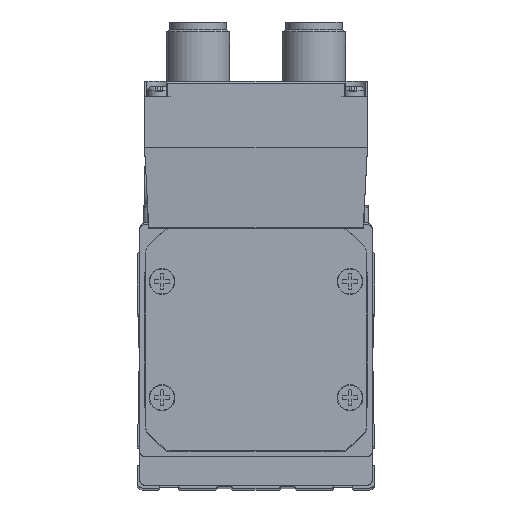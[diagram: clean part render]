
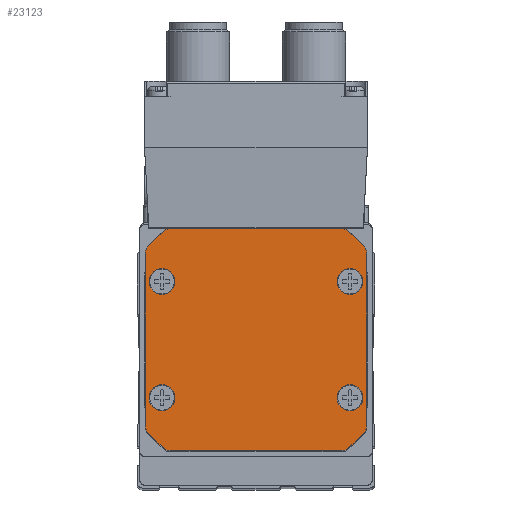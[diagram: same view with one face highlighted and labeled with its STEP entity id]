
A CAD part, top view. The second image highlights one B-rep face of the part: STEP entity #23123.
In plain terms, the highlighted face is planar.
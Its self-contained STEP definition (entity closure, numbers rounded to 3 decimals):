
#1928=CIRCLE('',#29814,2.);
#1929=CIRCLE('',#29816,27.);
#1930=CIRCLE('',#29818,2.);
#1931=CIRCLE('',#29820,2.);
#1932=CIRCLE('',#29822,27.);
#1933=CIRCLE('',#29824,2.);
#1934=CIRCLE('',#29826,2.);
#1935=CIRCLE('',#29828,27.);
#1936=CIRCLE('',#29830,2.);
#1937=CIRCLE('',#29832,2.);
#1939=CIRCLE('',#29835,27.);
#1941=CIRCLE('',#29838,2.);
#1943=CIRCLE('',#29842,2.45);
#1944=CIRCLE('',#29843,2.45);
#1945=CIRCLE('',#29844,2.45);
#1946=CIRCLE('',#29845,2.45);
#7282=ORIENTED_EDGE('',*,*,#11297,.F.);
#7283=ORIENTED_EDGE('',*,*,#11298,.F.);
#7284=ORIENTED_EDGE('',*,*,#11299,.F.);
#7285=ORIENTED_EDGE('',*,*,#11300,.F.);
#7286=ORIENTED_EDGE('',*,*,#11262,.F.);
#7287=ORIENTED_EDGE('',*,*,#11295,.F.);
#7288=ORIENTED_EDGE('',*,*,#11292,.F.);
#7289=ORIENTED_EDGE('',*,*,#11289,.F.);
#7290=ORIENTED_EDGE('',*,*,#11271,.F.);
#7291=ORIENTED_EDGE('',*,*,#11288,.F.);
#7292=ORIENTED_EDGE('',*,*,#11286,.F.);
#7293=ORIENTED_EDGE('',*,*,#11284,.F.);
#7294=ORIENTED_EDGE('',*,*,#11268,.F.);
#7295=ORIENTED_EDGE('',*,*,#11283,.F.);
#7296=ORIENTED_EDGE('',*,*,#11281,.F.);
#7297=ORIENTED_EDGE('',*,*,#11279,.F.);
#7298=ORIENTED_EDGE('',*,*,#11265,.F.);
#7299=ORIENTED_EDGE('',*,*,#11278,.F.);
#7300=ORIENTED_EDGE('',*,*,#11276,.F.);
#7301=ORIENTED_EDGE('',*,*,#11274,.F.);
#11262=EDGE_CURVE('',#13727,#13728,#15656,.T.);
#11265=EDGE_CURVE('',#13729,#13730,#15659,.T.);
#11268=EDGE_CURVE('',#13731,#13732,#15662,.T.);
#11271=EDGE_CURVE('',#13733,#13734,#15665,.T.);
#11274=EDGE_CURVE('',#13728,#13736,#1928,.T.);
#11276=EDGE_CURVE('',#13736,#13737,#1929,.T.);
#11278=EDGE_CURVE('',#13737,#13729,#1930,.T.);
#11279=EDGE_CURVE('',#13730,#13738,#1931,.T.);
#11281=EDGE_CURVE('',#13738,#13739,#1932,.T.);
#11283=EDGE_CURVE('',#13739,#13731,#1933,.T.);
#11284=EDGE_CURVE('',#13732,#13740,#1934,.T.);
#11286=EDGE_CURVE('',#13740,#13741,#1935,.T.);
#11288=EDGE_CURVE('',#13741,#13733,#1936,.T.);
#11289=EDGE_CURVE('',#13734,#13742,#1937,.T.);
#11292=EDGE_CURVE('',#13742,#13744,#1939,.T.);
#11295=EDGE_CURVE('',#13744,#13727,#1941,.T.);
#11297=EDGE_CURVE('',#13746,#13746,#1943,.T.);
#11298=EDGE_CURVE('',#13747,#13747,#1944,.T.);
#11299=EDGE_CURVE('',#13748,#13748,#1945,.T.);
#11300=EDGE_CURVE('',#13749,#13749,#1946,.T.);
#13727=VERTEX_POINT('',#43475);
#13728=VERTEX_POINT('',#43477);
#13729=VERTEX_POINT('',#43481);
#13730=VERTEX_POINT('',#43483);
#13731=VERTEX_POINT('',#43487);
#13732=VERTEX_POINT('',#43489);
#13733=VERTEX_POINT('',#43493);
#13734=VERTEX_POINT('',#43495);
#13736=VERTEX_POINT('',#43501);
#13737=VERTEX_POINT('',#43505);
#13738=VERTEX_POINT('',#43511);
#13739=VERTEX_POINT('',#43515);
#13740=VERTEX_POINT('',#43521);
#13741=VERTEX_POINT('',#43525);
#13742=VERTEX_POINT('',#43531);
#13744=VERTEX_POINT('',#43537);
#13746=VERTEX_POINT('',#43547);
#13747=VERTEX_POINT('',#43549);
#13748=VERTEX_POINT('',#43551);
#13749=VERTEX_POINT('',#43553);
#15656=LINE('',#43476,#17530);
#15659=LINE('',#43482,#17533);
#15662=LINE('',#43488,#17536);
#15665=LINE('',#43494,#17539);
#17530=VECTOR('',#35899,1000.);
#17533=VECTOR('',#35904,1000.);
#17536=VECTOR('',#35909,1000.);
#17539=VECTOR('',#35914,1000.);
#19257=EDGE_LOOP('',(#7282));
#19258=EDGE_LOOP('',(#7283));
#19259=EDGE_LOOP('',(#7284));
#19260=EDGE_LOOP('',(#7285));
#19261=EDGE_LOOP('',(#7286,#7287,#7288,#7289,#7290,#7291,#7292,#7293,#7294,
#7295,#7296,#7297,#7298,#7299,#7300,#7301));
#21002=FACE_BOUND('',#19257,.T.);
#21003=FACE_BOUND('',#19258,.T.);
#21004=FACE_BOUND('',#19259,.T.);
#21005=FACE_BOUND('',#19260,.T.);
#21006=FACE_BOUND('',#19261,.T.);
#21929=PLANE('',#29841);
#23123=ADVANCED_FACE('',(#21002,#21003,#21004,#21005,#21006),#21929,.F.);
#29814=AXIS2_PLACEMENT_3D('',#43500,#35919,#35920);
#29816=AXIS2_PLACEMENT_3D('',#43504,#35924,#35925);
#29818=AXIS2_PLACEMENT_3D('',#43508,#35929,#35930);
#29820=AXIS2_PLACEMENT_3D('',#43510,#35933,#35934);
#29822=AXIS2_PLACEMENT_3D('',#43514,#35938,#35939);
#29824=AXIS2_PLACEMENT_3D('',#43518,#35943,#35944);
#29826=AXIS2_PLACEMENT_3D('',#43520,#35947,#35948);
#29828=AXIS2_PLACEMENT_3D('',#43524,#35952,#35953);
#29830=AXIS2_PLACEMENT_3D('',#43528,#35957,#35958);
#29832=AXIS2_PLACEMENT_3D('',#43530,#35961,#35962);
#29835=AXIS2_PLACEMENT_3D('',#43536,#35968,#35969);
#29838=AXIS2_PLACEMENT_3D('',#43542,#35975,#35976);
#29841=AXIS2_PLACEMENT_3D('',#43545,#35981,#35982);
#29842=AXIS2_PLACEMENT_3D('',#43546,#35983,#35984);
#29843=AXIS2_PLACEMENT_3D('',#43548,#35985,#35986);
#29844=AXIS2_PLACEMENT_3D('',#43550,#35987,#35988);
#29845=AXIS2_PLACEMENT_3D('',#43552,#35989,#35990);
#35899=DIRECTION('',(0.,-1.,0.));
#35904=DIRECTION('',(1.,0.,0.));
#35909=DIRECTION('',(0.,1.,0.));
#35914=DIRECTION('',(-1.,0.,0.));
#35919=DIRECTION('',(0.,0.,1.));
#35920=DIRECTION('',(1.,0.,0.));
#35924=DIRECTION('',(0.,0.,1.));
#35925=DIRECTION('',(1.,0.,0.));
#35929=DIRECTION('',(0.,0.,1.));
#35930=DIRECTION('',(1.,0.,0.));
#35933=DIRECTION('',(0.,0.,1.));
#35934=DIRECTION('',(1.,0.,0.));
#35938=DIRECTION('',(0.,0.,1.));
#35939=DIRECTION('',(1.,0.,0.));
#35943=DIRECTION('',(0.,0.,1.));
#35944=DIRECTION('',(1.,0.,0.));
#35947=DIRECTION('',(0.,0.,1.));
#35948=DIRECTION('',(1.,0.,0.));
#35952=DIRECTION('',(0.,0.,1.));
#35953=DIRECTION('',(1.,0.,0.));
#35957=DIRECTION('',(0.,0.,1.));
#35958=DIRECTION('',(1.,0.,0.));
#35961=DIRECTION('',(0.,0.,1.));
#35962=DIRECTION('',(1.,0.,0.));
#35968=DIRECTION('',(0.,0.,1.));
#35969=DIRECTION('',(1.,0.,0.));
#35975=DIRECTION('',(0.,0.,1.));
#35976=DIRECTION('',(1.,0.,0.));
#35981=DIRECTION('',(0.,0.,1.));
#35982=DIRECTION('',(1.,0.,0.));
#35983=DIRECTION('',(0.,0.,-1.));
#35984=DIRECTION('',(-1.,0.,0.));
#35985=DIRECTION('',(0.,0.,-1.));
#35986=DIRECTION('',(-1.,0.,0.));
#35987=DIRECTION('',(0.,0.,-1.));
#35988=DIRECTION('',(-1.,0.,0.));
#35989=DIRECTION('',(0.,0.,-1.));
#35990=DIRECTION('',(-1.,0.,0.));
#43475=CARTESIAN_POINT('',(-21.,16.248,-65.));
#43476=CARTESIAN_POINT('',(-21.,16.248,-65.));
#43477=CARTESIAN_POINT('',(-21.,-16.248,-65.));
#43481=CARTESIAN_POINT('',(-16.248,-21.,-65.));
#43482=CARTESIAN_POINT('',(-16.248,-21.,-65.));
#43483=CARTESIAN_POINT('',(16.248,-21.,-65.));
#43487=CARTESIAN_POINT('',(21.,-16.248,-65.));
#43488=CARTESIAN_POINT('',(21.,-16.248,-65.));
#43489=CARTESIAN_POINT('',(21.,16.248,-65.));
#43493=CARTESIAN_POINT('',(16.248,21.,-65.));
#43494=CARTESIAN_POINT('',(16.248,21.,-65.));
#43495=CARTESIAN_POINT('',(-16.248,21.,-65.));
#43500=CARTESIAN_POINT('',(-19.,-16.248,-65.));
#43501=CARTESIAN_POINT('',(-20.52,-17.548,-65.));
#43504=CARTESIAN_POINT('',(0.,0.,
-65.));
#43505=CARTESIAN_POINT('',(-17.548,-20.52,-65.));
#43508=CARTESIAN_POINT('',(-16.248,-19.,-65.));
#43510=CARTESIAN_POINT('',(16.248,-19.,-65.));
#43511=CARTESIAN_POINT('',(17.548,-20.52,-65.));
#43514=CARTESIAN_POINT('',(0.,0.,-65.));
#43515=CARTESIAN_POINT('',(20.52,-17.548,-65.));
#43518=CARTESIAN_POINT('',(19.,-16.248,-65.));
#43520=CARTESIAN_POINT('',(19.,16.248,-65.));
#43521=CARTESIAN_POINT('',(20.52,17.548,-65.));
#43524=CARTESIAN_POINT('',(0.,0.,-65.));
#43525=CARTESIAN_POINT('',(17.548,20.52,-65.));
#43528=CARTESIAN_POINT('',(16.248,19.,-65.));
#43530=CARTESIAN_POINT('',(-16.248,19.,-65.));
#43531=CARTESIAN_POINT('',(-17.548,20.52,-65.));
#43536=CARTESIAN_POINT('',(0.,0.,-65.));
#43537=CARTESIAN_POINT('',(-20.52,17.548,-65.));
#43542=CARTESIAN_POINT('',(-19.,16.248,-65.));
#43545=CARTESIAN_POINT('',(-19.,-16.248,-65.));
#43546=CARTESIAN_POINT('',(-17.8,11.,-65.));
#43547=CARTESIAN_POINT('',(-20.25,11.,-65.));
#43548=CARTESIAN_POINT('',(-17.8,-11.,-65.));
#43549=CARTESIAN_POINT('',(-20.25,-11.,-65.));
#43550=CARTESIAN_POINT('',(17.8,-11.,-65.));
#43551=CARTESIAN_POINT('',(15.35,-11.,-65.));
#43552=CARTESIAN_POINT('',(17.8,11.,-65.));
#43553=CARTESIAN_POINT('',(15.35,11.,-65.));
